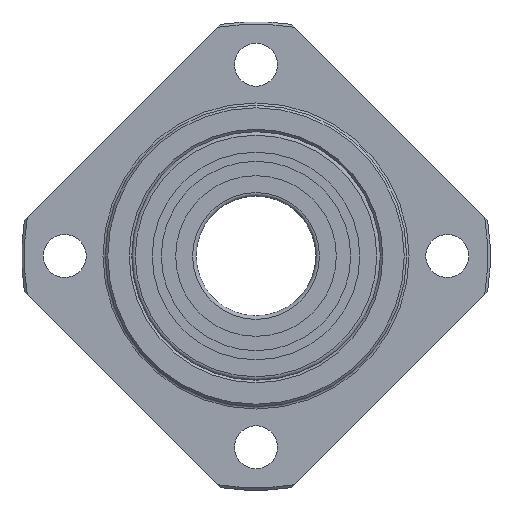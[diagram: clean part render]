
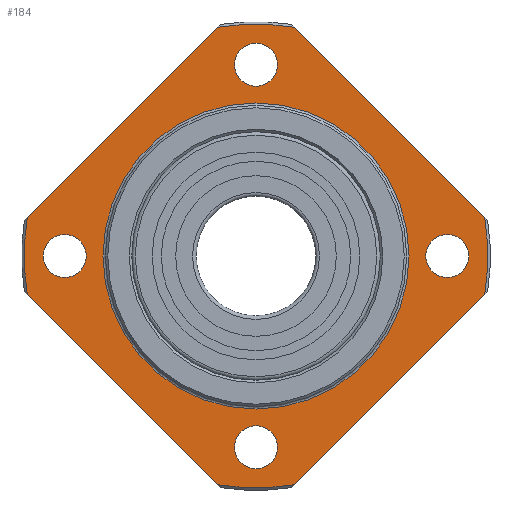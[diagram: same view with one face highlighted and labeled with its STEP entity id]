
A CAD part, left-side view. The second image highlights one B-rep face of the part: STEP entity #184.
In plain terms, the highlighted planar face has unit normal (-1, 0, 0).
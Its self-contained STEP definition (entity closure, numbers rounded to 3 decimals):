
#184 = ADVANCED_FACE( '', ( #272, #273, #274, #275, #276, #277 ), #278, .T. );
#272 = FACE_BOUND( '', #436, .T. );
#273 = FACE_BOUND( '', #437, .T. );
#274 = FACE_BOUND( '', #438, .T. );
#275 = FACE_BOUND( '', #439, .T. );
#276 = FACE_BOUND( '', #440, .T. );
#277 = FACE_OUTER_BOUND( '', #441, .T. );
#278 = PLANE( '', #442 );
#436 = EDGE_LOOP( '', ( #667 ) );
#437 = EDGE_LOOP( '', ( #668 ) );
#438 = EDGE_LOOP( '', ( #669 ) );
#439 = EDGE_LOOP( '', ( #670 ) );
#440 = EDGE_LOOP( '', ( #671 ) );
#441 = EDGE_LOOP( '', ( #672, #673, #674, #675, #676, #677, #678, #679 ) );
#442 = AXIS2_PLACEMENT_3D( '', #680, #681, #682 );
#667 = ORIENTED_EDGE( '', *, *, #962, .T. );
#668 = ORIENTED_EDGE( '', *, *, #911, .T. );
#669 = ORIENTED_EDGE( '', *, *, #963, .T. );
#670 = ORIENTED_EDGE( '', *, *, #964, .T. );
#671 = ORIENTED_EDGE( '', *, *, #961, .T. );
#672 = ORIENTED_EDGE( '', *, *, #965, .F. );
#673 = ORIENTED_EDGE( '', *, *, #942, .T. );
#674 = ORIENTED_EDGE( '', *, *, #966, .F. );
#675 = ORIENTED_EDGE( '', *, *, #949, .T. );
#676 = ORIENTED_EDGE( '', *, *, #967, .F. );
#677 = ORIENTED_EDGE( '', *, *, #955, .T. );
#678 = ORIENTED_EDGE( '', *, *, #968, .F. );
#679 = ORIENTED_EDGE( '', *, *, #917, .T. );
#680 = CARTESIAN_POINT( '', ( 0., 48.5, 0. ) );
#681 = DIRECTION( '', ( -1., 0., 0. ) );
#682 = DIRECTION( '', ( 0., 0., 1. ) );
#911 = EDGE_CURVE( '', #1004, #1004, #1005, .F. );
#917 = EDGE_CURVE( '', #1017, #1015, #1018, .T. );
#942 = EDGE_CURVE( '', #1064, #1062, #1065, .T. );
#949 = EDGE_CURVE( '', #1077, #1075, #1078, .T. );
#955 = EDGE_CURVE( '', #1088, #1086, #1089, .T. );
#961 = EDGE_CURVE( '', #1099, #1099, #1100, .T. );
#962 = EDGE_CURVE( '', #1101, #1101, #1102, .T. );
#963 = EDGE_CURVE( '', #1103, #1103, #1104, .T. );
#964 = EDGE_CURVE( '', #1105, #1105, #1106, .T. );
#965 = EDGE_CURVE( '', #1064, #1015, #1107, .T. );
#966 = EDGE_CURVE( '', #1077, #1062, #1108, .T. );
#967 = EDGE_CURVE( '', #1088, #1075, #1109, .T. );
#968 = EDGE_CURVE( '', #1017, #1086, #1110, .T. );
#1004 = VERTEX_POINT( '', #1172 );
#1005 = CIRCLE( '', #1173, 4.5 );
#1015 = VERTEX_POINT( '', #1188 );
#1017 = VERTEX_POINT( '', #1193 );
#1018 = LINE( '', #1194, #1195 );
#1062 = VERTEX_POINT( '', #1256 );
#1064 = VERTEX_POINT( '', #1261 );
#1065 = LINE( '', #1262, #1263 );
#1075 = VERTEX_POINT( '', #1284 );
#1077 = VERTEX_POINT( '', #1289 );
#1078 = LINE( '', #1290, #1291 );
#1086 = VERTEX_POINT( '', #1307 );
#1088 = VERTEX_POINT( '', #1312 );
#1089 = LINE( '', #1313, #1314 );
#1099 = VERTEX_POINT( '', #1331 );
#1100 = CIRCLE( '', #1332, 4.5 );
#1101 = VERTEX_POINT( '', #1333 );
#1102 = CIRCLE( '', #1334, 32. );
#1103 = VERTEX_POINT( '', #1335 );
#1104 = CIRCLE( '', #1336, 4.5 );
#1105 = VERTEX_POINT( '', #1337 );
#1106 = CIRCLE( '', #1338, 4.5 );
#1107 = CIRCLE( '', #1339, 48.5 );
#1108 = CIRCLE( '', #1340, 48.5 );
#1109 = CIRCLE( '', #1341, 48.5 );
#1110 = CIRCLE( '', #1342, 48.5 );
#1172 = CARTESIAN_POINT( '', ( 0., 40., 4.5 ) );
#1173 = AXIS2_PLACEMENT_3D( '', #1405, #1406, #1407 );
#1188 = CARTESIAN_POINT( '', ( 0., 47.83, 8.031 ) );
#1193 = CARTESIAN_POINT( '', ( 0., 8.031, 47.83 ) );
#1194 = CARTESIAN_POINT( '', ( 0., 52.181, 3.681 ) );
#1195 = VECTOR( '', #1413, 1000. );
#1256 = CARTESIAN_POINT( '', ( 0., 8.031, -47.83 ) );
#1261 = CARTESIAN_POINT( '', ( 0., 47.83, -8.031 ) );
#1262 = CARTESIAN_POINT( '', ( 0., 52.181, -3.681 ) );
#1263 = VECTOR( '', #1461, 1000. );
#1284 = CARTESIAN_POINT( '', ( 0., -47.83, -8.031 ) );
#1289 = CARTESIAN_POINT( '', ( 0., -8.031, -47.83 ) );
#1290 = CARTESIAN_POINT( '', ( 0., -3.681, -52.181 ) );
#1291 = VECTOR( '', #1464, 1000. );
#1307 = CARTESIAN_POINT( '', ( 0., -8.031, 47.83 ) );
#1312 = CARTESIAN_POINT( '', ( 0., -47.83, 8.031 ) );
#1313 = CARTESIAN_POINT( '', ( 0., -3.681, 52.181 ) );
#1314 = VECTOR( '', #1467, 1000. );
#1331 = CARTESIAN_POINT( '', ( 0., 0., 35.5 ) );
#1332 = AXIS2_PLACEMENT_3D( '', #1475, #1476, #1477 );
#1333 = CARTESIAN_POINT( '', ( 0., 0., -32. ) );
#1334 = AXIS2_PLACEMENT_3D( '', #1478, #1479, #1480 );
#1335 = CARTESIAN_POINT( '', ( 0., 0., -44.5 ) );
#1336 = AXIS2_PLACEMENT_3D( '', #1481, #1482, #1483 );
#1337 = CARTESIAN_POINT( '', ( 0., -40., -4.5 ) );
#1338 = AXIS2_PLACEMENT_3D( '', #1484, #1485, #1486 );
#1339 = AXIS2_PLACEMENT_3D( '', #1487, #1488, #1489 );
#1340 = AXIS2_PLACEMENT_3D( '', #1490, #1491, #1492 );
#1341 = AXIS2_PLACEMENT_3D( '', #1493, #1494, #1495 );
#1342 = AXIS2_PLACEMENT_3D( '', #1496, #1497, #1498 );
#1405 = CARTESIAN_POINT( '', ( 0., 40., 0. ) );
#1406 = DIRECTION( '', ( -1., 0., 0. ) );
#1407 = DIRECTION( '', ( 0., 0., 1. ) );
#1413 = DIRECTION( '', ( 0., 0.707, -0.707 ) );
#1461 = DIRECTION( '', ( 0., -0.707, -0.707 ) );
#1464 = DIRECTION( '', ( 0., -0.707, 0.707 ) );
#1467 = DIRECTION( '', ( 0., 0.707, 0.707 ) );
#1475 = CARTESIAN_POINT( '', ( 0., 0., 40. ) );
#1476 = DIRECTION( '', ( 1., 0., 0. ) );
#1477 = DIRECTION( '', ( 0., 0., -1. ) );
#1478 = CARTESIAN_POINT( '', ( 0., 0., 0. ) );
#1479 = DIRECTION( '', ( 1., 0., 0. ) );
#1480 = DIRECTION( '', ( 0., 0., -1. ) );
#1481 = CARTESIAN_POINT( '', ( 0., 0., -40. ) );
#1482 = DIRECTION( '', ( 1., 0., 0. ) );
#1483 = DIRECTION( '', ( 0., 0., -1. ) );
#1484 = CARTESIAN_POINT( '', ( 0., -40., 0. ) );
#1485 = DIRECTION( '', ( 1., 0., 0. ) );
#1486 = DIRECTION( '', ( 0., 0., -1. ) );
#1487 = CARTESIAN_POINT( '', ( 0., 0., 0. ) );
#1488 = DIRECTION( '', ( 1., 0., 0. ) );
#1489 = DIRECTION( '', ( 0., 0., -1. ) );
#1490 = CARTESIAN_POINT( '', ( 0., 0., 0. ) );
#1491 = DIRECTION( '', ( 1., 0., 0. ) );
#1492 = DIRECTION( '', ( 0., 0., -1. ) );
#1493 = CARTESIAN_POINT( '', ( 0., 0., 0. ) );
#1494 = DIRECTION( '', ( 1., 0., 0. ) );
#1495 = DIRECTION( '', ( 0., 0., -1. ) );
#1496 = CARTESIAN_POINT( '', ( 0., 0., 0. ) );
#1497 = DIRECTION( '', ( 1., 0., 0. ) );
#1498 = DIRECTION( '', ( 0., 0., -1. ) );
